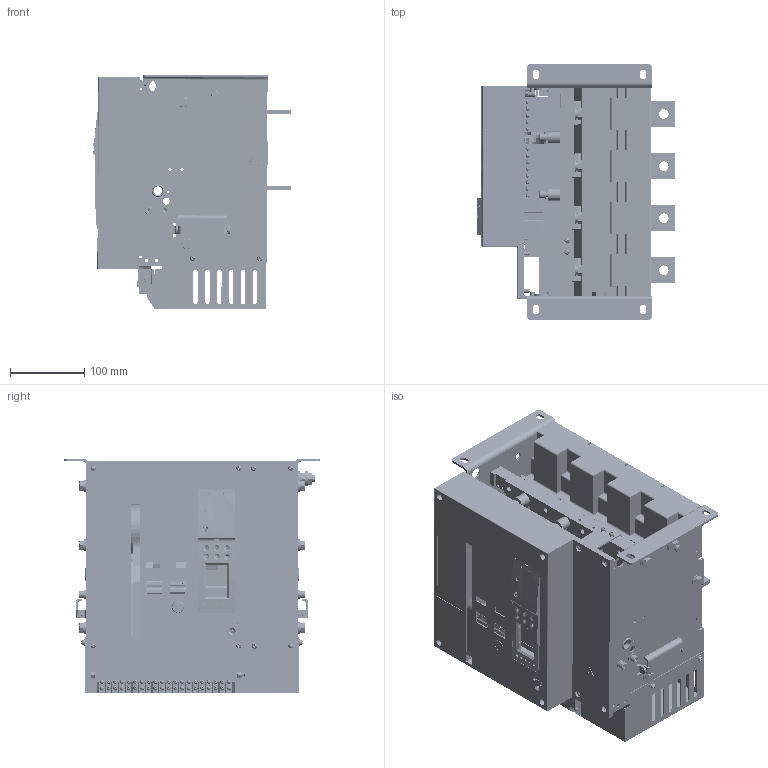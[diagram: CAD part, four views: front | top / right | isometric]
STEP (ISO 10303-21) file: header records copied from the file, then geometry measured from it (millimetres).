
FILE_DESCRIPTION((''),'2;1');
FILE_NAME('NA1-1000-630A-4P-GUDINGSHI','2020-05-02T17:02:59',('fansz'),(''),'CREO PARAMETRIC BY PTC INC, 2018020','CREO PARAMETRIC BY PTC INC, 2018020','');
FILE_SCHEMA(('CONFIG_CONTROL_DESIGN'));
Products named in the file (1): NA1-1000-630A-4P-GUDINGSHI
Bounding box: 265.94 x 344 x 315.87 mm (x, y, z)
Volume: 609403.6 mm3; surface area: 1646233.9 mm2
Topology: 3 solids, 291 shells, 11174 faces, 30946 edges, 20212 vertices
Faces by surface type: plane 6725, cylinder 3158, cone 660, torus 243, sphere 210, extrusion 140, bspline 38
Entity records: 371906 total; most frequent: CARTESIAN_POINT 85778, ORIENTED_EDGE 60072, DIRECTION 58695, EDGE_CURVE 30710, AXIS2_PLACEMENT_3D 20735, VERTEX_POINT 20207, VECTOR 17225, LINE 17085
